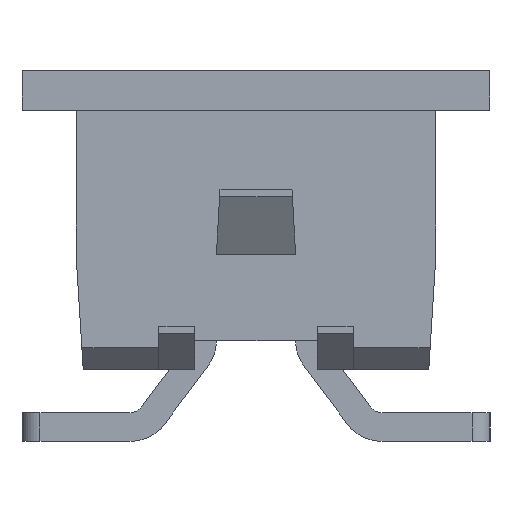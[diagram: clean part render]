
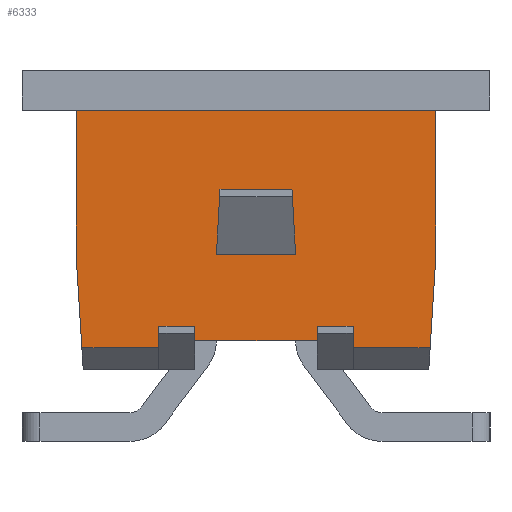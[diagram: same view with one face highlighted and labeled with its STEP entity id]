
A CAD part, left-side view. The second image highlights one B-rep face of the part: STEP entity #6333.
In plain terms, the highlighted planar face has unit normal (-1, 0, 0).
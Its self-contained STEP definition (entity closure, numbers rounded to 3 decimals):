
#463=ORIENTED_EDGE('',*,*,#2239,.T.);
#464=ORIENTED_EDGE('',*,*,#2219,.T.);
#465=ORIENTED_EDGE('',*,*,#2240,.F.);
#466=ORIENTED_EDGE('',*,*,#2227,.F.);
#467=ORIENTED_EDGE('',*,*,#2241,.T.);
#468=ORIENTED_EDGE('',*,*,#2242,.T.);
#469=ORIENTED_EDGE('',*,*,#2243,.F.);
#470=ORIENTED_EDGE('',*,*,#2244,.T.);
#471=ORIENTED_EDGE('',*,*,#2245,.F.);
#472=ORIENTED_EDGE('',*,*,#2246,.F.);
#473=ORIENTED_EDGE('',*,*,#2247,.T.);
#474=ORIENTED_EDGE('',*,*,#2248,.T.);
#475=ORIENTED_EDGE('',*,*,#2249,.F.);
#476=ORIENTED_EDGE('',*,*,#2250,.F.);
#477=ORIENTED_EDGE('',*,*,#2251,.F.);
#478=ORIENTED_EDGE('',*,*,#2252,.T.);
#479=ORIENTED_EDGE('',*,*,#2253,.T.);
#480=ORIENTED_EDGE('',*,*,#2254,.T.);
#2219=EDGE_CURVE('',#3091,#3092,#3731,.T.);
#2227=EDGE_CURVE('',#3097,#3098,#3739,.T.);
#2239=EDGE_CURVE('',#3097,#3091,#3751,.T.);
#2240=EDGE_CURVE('',#3098,#3092,#3752,.T.);
#2241=EDGE_CURVE('',#3107,#3108,#3753,.T.);
#2242=EDGE_CURVE('',#3108,#3109,#3754,.T.);
#2243=EDGE_CURVE('',#3110,#3109,#3755,.T.);
#2244=EDGE_CURVE('',#3110,#3111,#3756,.T.);
#2245=EDGE_CURVE('',#3112,#3111,#3757,.T.);
#2246=EDGE_CURVE('',#3113,#3112,#3758,.T.);
#2247=EDGE_CURVE('',#3113,#3114,#3759,.T.);
#2248=EDGE_CURVE('',#3114,#3115,#3760,.T.);
#2249=EDGE_CURVE('',#3116,#3115,#3761,.T.);
#2250=EDGE_CURVE('',#3117,#3116,#3762,.T.);
#2251=EDGE_CURVE('',#3118,#3117,#3763,.T.);
#2252=EDGE_CURVE('',#3118,#3119,#3764,.T.);
#2253=EDGE_CURVE('',#3119,#3120,#3765,.T.);
#2254=EDGE_CURVE('',#3120,#3107,#3766,.T.);
#3091=VERTEX_POINT('',#9117);
#3092=VERTEX_POINT('',#9118);
#3097=VERTEX_POINT('',#9132);
#3098=VERTEX_POINT('',#9134);
#3107=VERTEX_POINT('',#9161);
#3108=VERTEX_POINT('',#9162);
#3109=VERTEX_POINT('',#9164);
#3110=VERTEX_POINT('',#9166);
#3111=VERTEX_POINT('',#9168);
#3112=VERTEX_POINT('',#9170);
#3113=VERTEX_POINT('',#9172);
#3114=VERTEX_POINT('',#9174);
#3115=VERTEX_POINT('',#9176);
#3116=VERTEX_POINT('',#9178);
#3117=VERTEX_POINT('',#9180);
#3118=VERTEX_POINT('',#9182);
#3119=VERTEX_POINT('',#9184);
#3120=VERTEX_POINT('',#9186);
#3731=LINE('',#9116,#4613);
#3739=LINE('',#9133,#4621);
#3751=LINE('',#9158,#4633);
#3752=LINE('',#9159,#4634);
#3753=LINE('',#9160,#4635);
#3754=LINE('',#9163,#4636);
#3755=LINE('',#9165,#4637);
#3756=LINE('',#9167,#4638);
#3757=LINE('',#9169,#4639);
#3758=LINE('',#9171,#4640);
#3759=LINE('',#9173,#4641);
#3760=LINE('',#9175,#4642);
#3761=LINE('',#9177,#4643);
#3762=LINE('',#9179,#4644);
#3763=LINE('',#9181,#4645);
#3764=LINE('',#9183,#4646);
#3765=LINE('',#9185,#4647);
#3766=LINE('',#9187,#4648);
#4613=VECTOR('',#7368,1000.);
#4621=VECTOR('',#7380,1000.);
#4633=VECTOR('',#7400,1000.);
#4634=VECTOR('',#7401,1000.);
#4635=VECTOR('',#7402,1000.);
#4636=VECTOR('',#7403,1000.);
#4637=VECTOR('',#7404,1000.);
#4638=VECTOR('',#7405,1000.);
#4639=VECTOR('',#7406,1000.);
#4640=VECTOR('',#7407,1000.);
#4641=VECTOR('',#7408,1000.);
#4642=VECTOR('',#7409,1000.);
#4643=VECTOR('',#7410,1000.);
#4644=VECTOR('',#7411,1000.);
#4645=VECTOR('',#7412,1000.);
#4646=VECTOR('',#7413,1000.);
#4647=VECTOR('',#7414,1000.);
#4648=VECTOR('',#7415,1000.);
#5321=EDGE_LOOP('',(#463,#464,#465,#466));
#5322=EDGE_LOOP('',(#467,#468,#469,#470,#471,#472,#473,#474,#475,#476,#477,
#478,#479,#480));
#5677=FACE_BOUND('',#5321,.T.);
#5678=FACE_BOUND('',#5322,.T.);
#6033=PLANE('',#6685);
#6333=ADVANCED_FACE('',(#5677,#5678),#6033,.F.);
#6685=AXIS2_PLACEMENT_3D('',#9157,#7398,#7399);
#7368=DIRECTION('',(0.,1.,0.));
#7380=DIRECTION('',(0.,1.,0.));
#7398=DIRECTION('',(1.,0.,0.));
#7399=DIRECTION('',(0.,0.,-1.));
#7400=DIRECTION('',(0.,-0.055,-0.998));
#7401=DIRECTION('',(0.,0.055,-0.998));
#7402=DIRECTION('',(0.,0.,1.));
#7403=DIRECTION('',(0.,-1.,0.));
#7404=DIRECTION('',(0.,0.,1.));
#7405=DIRECTION('',(0.,-1.,0.));
#7406=DIRECTION('',(0.,0.,-1.));
#7407=DIRECTION('',(0.,1.,0.));
#7408=DIRECTION('',(0.,0.,-1.));
#7409=DIRECTION('',(0.,-1.,0.));
#7410=DIRECTION('',(0.,0.062,-0.998));
#7411=DIRECTION('',(0.,0.,-1.));
#7412=DIRECTION('',(0.,-1.,0.));
#7413=DIRECTION('',(0.,0.,-1.));
#7414=DIRECTION('',(0.,-0.062,-0.998));
#7415=DIRECTION('',(0.,-1.,0.));
#9116=CARTESIAN_POINT('',(-13.715,-0.55,1.6));
#9117=CARTESIAN_POINT('',(-13.715,-0.55,1.6));
#9118=CARTESIAN_POINT('',(-13.715,0.55,1.6));
#9132=CARTESIAN_POINT('',(-13.715,-0.5,2.5));
#9133=CARTESIAN_POINT('',(-13.715,-0.55,2.5));
#9134=CARTESIAN_POINT('',(-13.715,0.5,2.5));
#9157=CARTESIAN_POINT('',(-13.715,2.5,3.6));
#9158=CARTESIAN_POINT('',(-13.715,-0.5,2.5));
#9159=CARTESIAN_POINT('',(-13.715,0.5,2.5));
#9160=CARTESIAN_POINT('',(-13.715,1.35,0.3));
#9161=CARTESIAN_POINT('',(-13.715,1.35,0.3));
#9162=CARTESIAN_POINT('',(-13.715,1.35,0.6));
#9163=CARTESIAN_POINT('',(-13.715,1.35,0.6));
#9164=CARTESIAN_POINT('',(-13.715,0.85,0.6));
#9165=CARTESIAN_POINT('',(-13.715,0.85,0.3));
#9166=CARTESIAN_POINT('',(-13.715,0.85,0.4));
#9167=CARTESIAN_POINT('',(-13.715,2.5,0.4));
#9168=CARTESIAN_POINT('',(-13.715,-0.85,0.4));
#9169=CARTESIAN_POINT('',(-13.715,-0.85,0.6));
#9170=CARTESIAN_POINT('',(-13.715,-0.85,0.6));
#9171=CARTESIAN_POINT('',(-13.715,-1.35,0.6));
#9172=CARTESIAN_POINT('',(-13.715,-1.35,0.6));
#9173=CARTESIAN_POINT('',(-13.715,-1.35,0.6));
#9174=CARTESIAN_POINT('',(-13.715,-1.35,0.3));
#9175=CARTESIAN_POINT('',(-13.715,2.5,0.3));
#9176=CARTESIAN_POINT('',(-13.715,-2.419,0.3));
#9177=CARTESIAN_POINT('',(-13.715,-2.605,3.281));
#9178=CARTESIAN_POINT('',(-13.715,-2.5,1.6));
#9179=CARTESIAN_POINT('',(-13.715,-2.5,3.6));
#9180=CARTESIAN_POINT('',(-13.715,-2.5,3.6));
#9181=CARTESIAN_POINT('',(-13.715,2.5,3.6));
#9182=CARTESIAN_POINT('',(-13.715,2.5,3.6));
#9183=CARTESIAN_POINT('',(-13.715,2.5,3.6));
#9184=CARTESIAN_POINT('',(-13.715,2.5,1.6));
#9185=CARTESIAN_POINT('',(-13.715,2.625,3.592));
#9186=CARTESIAN_POINT('',(-13.715,2.419,0.3));
#9187=CARTESIAN_POINT('',(-13.715,2.5,0.3));
